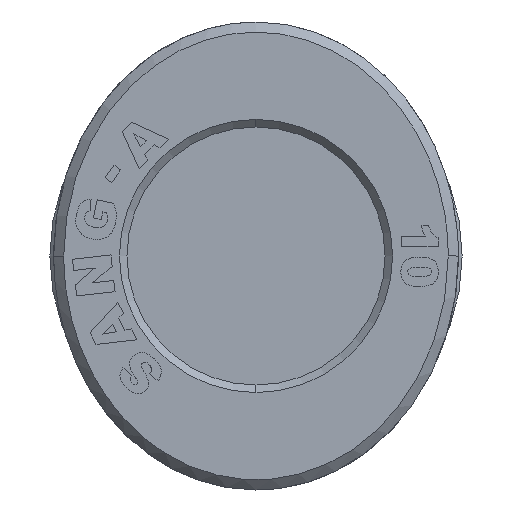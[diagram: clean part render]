
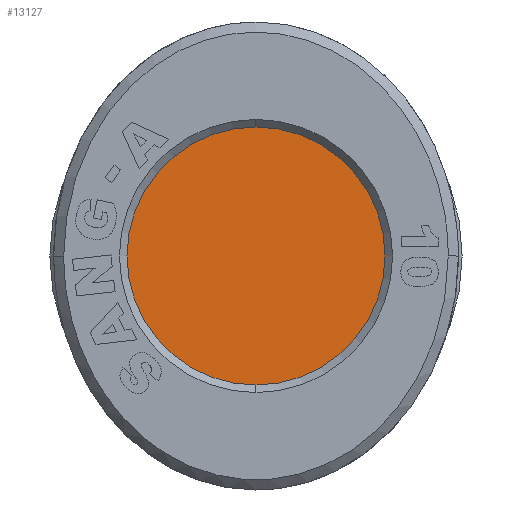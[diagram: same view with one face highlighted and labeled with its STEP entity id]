
A CAD part, left-side view. The second image highlights one B-rep face of the part: STEP entity #13127.
In plain terms, the highlighted planar face has unit normal (-1, 0, 0).
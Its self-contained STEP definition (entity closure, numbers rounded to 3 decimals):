
#41 = CARTESIAN_POINT ( 'NONE',  ( 1.472, 0., -5.103 ) ) ;
#222 = DIRECTION ( 'NONE',  ( -1., 0., 0. ) ) ;
#496 = CARTESIAN_POINT ( 'NONE',  ( 1.472, 0., -0.003 ) ) ;
#767 = VERTEX_POINT ( 'NONE', #41 ) ;
#1605 = CIRCLE ( 'NONE', #4097, 5.1 ) ;
#1670 = DIRECTION ( 'NONE',  ( -1., 0., 0. ) ) ;
#2275 = VERTEX_POINT ( 'NONE', #5963 ) ;
#2767 = ORIENTED_EDGE ( 'NONE', *, *, #9923, .T. ) ;
#3813 = CIRCLE ( 'NONE', #10318, 5.1 ) ;
#3944 = DIRECTION ( 'NONE',  ( 0., 0., -1. ) ) ;
#4097 = AXIS2_PLACEMENT_3D ( 'NONE', #496, #1670, #13673 ) ;
#4952 = ORIENTED_EDGE ( 'NONE', *, *, #13547, .T. ) ;
#5091 = DIRECTION ( 'NONE',  ( 1., 0., 0. ) ) ;
#5866 = CARTESIAN_POINT ( 'NONE',  ( 1.472, 0., -0.003 ) ) ;
#5963 = CARTESIAN_POINT ( 'NONE',  ( 1.472, 0., 5.097 ) ) ;
#6384 = AXIS2_PLACEMENT_3D ( 'NONE', #7230, #5091, #3944 ) ;
#7230 = CARTESIAN_POINT ( 'NONE',  ( 1.472, 0., -0.003 ) ) ;
#8316 = EDGE_LOOP ( 'NONE', ( #2767, #4952 ) ) ;
#8665 = FACE_OUTER_BOUND ( 'NONE', #8316, .T. ) ;
#9923 = EDGE_CURVE ( 'NONE', #767, #2275, #3813, .T. ) ;
#10318 = AXIS2_PLACEMENT_3D ( 'NONE', #5866, #222, #12452 ) ;
#11768 = PLANE ( 'NONE',  #6384 ) ;
#12452 = DIRECTION ( 'NONE',  ( 0., 0., -1. ) ) ;
#13127 = ADVANCED_FACE ( 'NONE', ( #8665 ), #11768, .F. ) ;
#13547 = EDGE_CURVE ( 'NONE', #2275, #767, #1605, .T. ) ;
#13673 = DIRECTION ( 'NONE',  ( 0., 0., -1. ) ) ;
